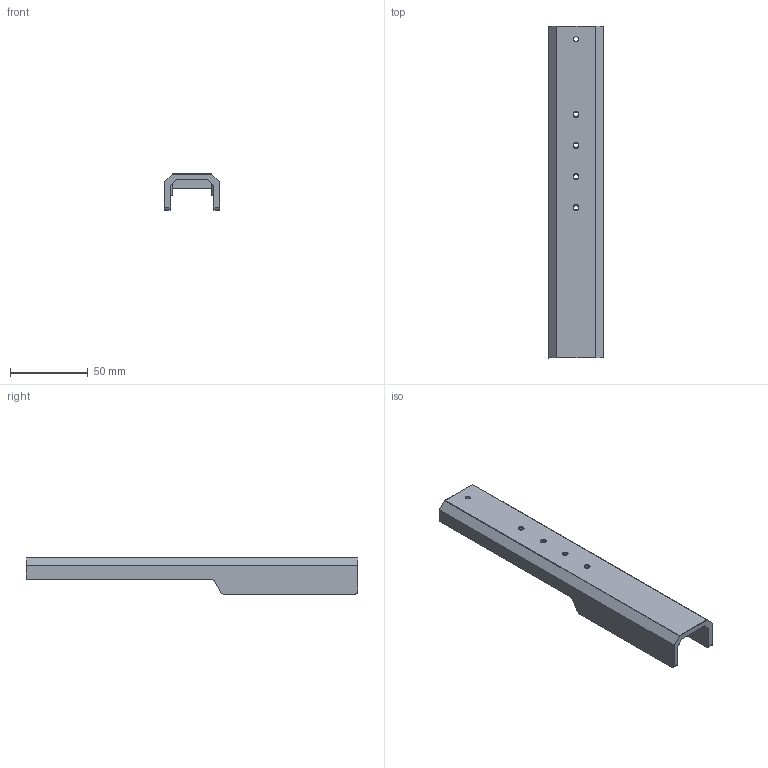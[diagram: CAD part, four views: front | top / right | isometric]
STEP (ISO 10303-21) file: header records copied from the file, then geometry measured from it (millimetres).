
FILE_DESCRIPTION(/* description */ (''),/* implementation_level */ '2;1');
FILE_NAME(/* name */ '10-dust-cover-body-textured.step',/* time_stamp */ '2022-04-06T21:22:04+01:00',/* author */ (''),/* organization */ (''),/* preprocessor_version */ 'ST-DEVELOPER v18.1',/* originating_system */ 'Autodesk Translation Framework v10.13.0.1454',/* authorisation */ '');
FILE_SCHEMA (('AUTOMOTIVE_DESIGN { 1 0 10303 214 3 1 1 }'));
Length unit declared in the file: millimetre
Products named in the file (1): 10-dust-cover-body-textured
Bounding box: 35 x 213 x 23.29 mm (x, y, z)
Volume: 45865.3 mm3; surface area: 28187.2 mm2
Topology: 1 solids, 1 shells, 164 faces, 422 edges, 280 vertices
Faces by surface type: plane 147, cylinder 13, cone 4
Full cylindrical faces by diameter (mm): 3 x5
Entity records: 4964 total; most frequent: CARTESIAN_POINT 867, ORIENTED_EDGE 844, DIRECTION 782, EDGE_CURVE 422, LINE 392, VECTOR 392, VERTEX_POINT 280, AXIS2_PLACEMENT_3D 195
